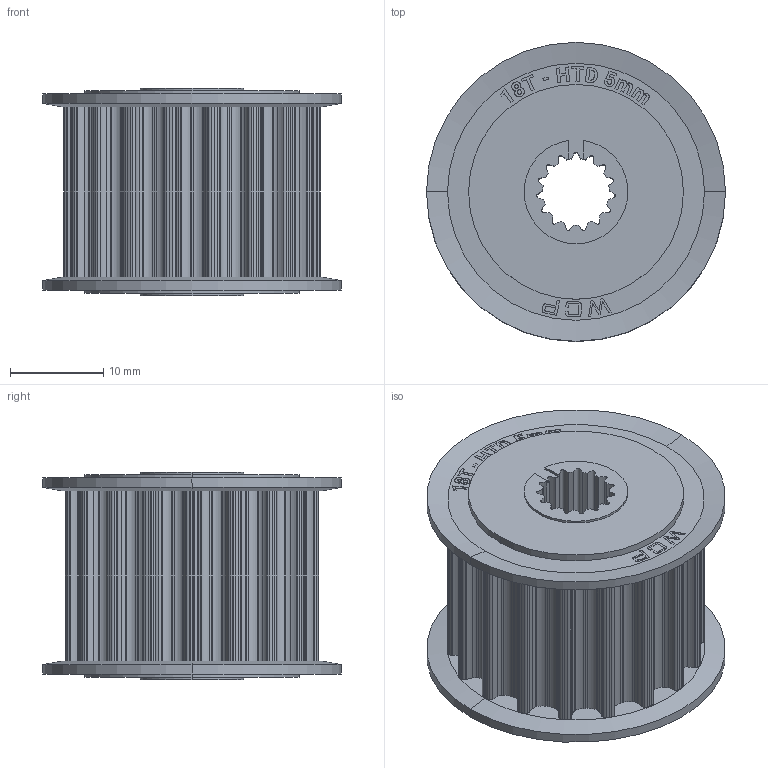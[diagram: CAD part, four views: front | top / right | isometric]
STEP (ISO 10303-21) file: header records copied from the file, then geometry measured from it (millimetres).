
FILE_DESCRIPTION (( 'STEP AP214' ), '1' );
FILE_NAME ('WCP-1805.STEP', '2025-04-08T21:31:35', ( '' ), ( '' ), 'SwSTEP 2.0', 'SolidWorks 2022', '' );
FILE_SCHEMA (( 'AUTOMOTIVE_DESIGN' ));
Length unit declared in the file: inch
Products named in the file (1): WCP-1805
Bounding box: 32 x 32 x 22.23 mm (x, y, z)
Volume: 10224.5 mm3; surface area: 6125.9 mm2
Topology: 3 solids, 3 shells, 586 faces, 1672 edges, 1112 vertices
Faces by surface type: cylinder 336, plane 176, bspline 66, cone 8
Entity records: 28164 total; most frequent: CARTESIAN_POINT 8149, ORIENTED_EDGE 3344, DIRECTION 3264, EDGE_CURVE 1672, AXIS2_PLACEMENT_3D 1203, VERTEX_POINT 1112, LINE 858, VECTOR 858
